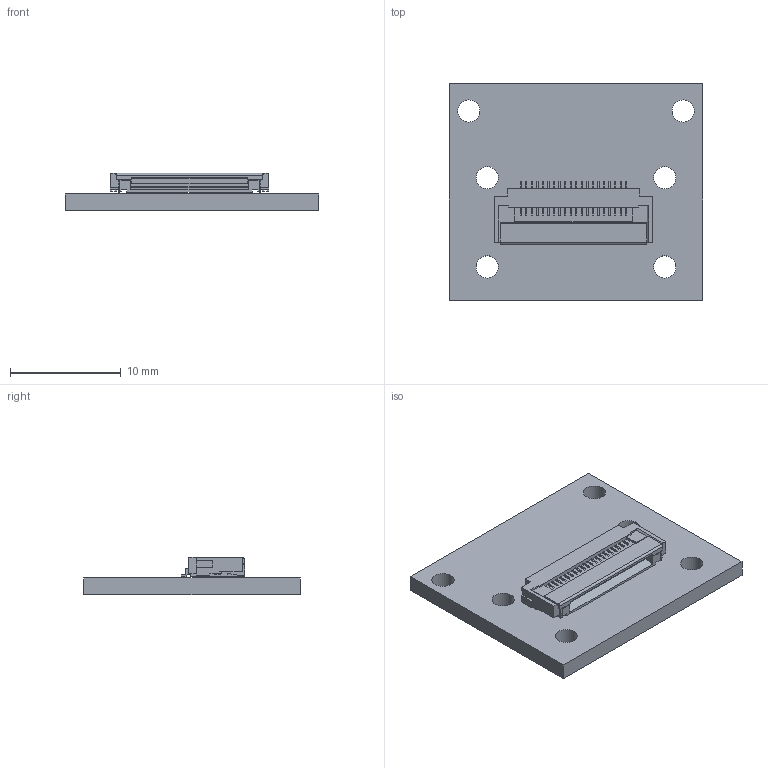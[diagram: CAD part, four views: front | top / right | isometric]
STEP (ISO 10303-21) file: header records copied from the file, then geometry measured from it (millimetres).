
FILE_DESCRIPTION(('KiCad electronic assembly'),'2;1');
FILE_NAME('Heater wirebonding.step','2025-11-10T17:41:57',('Pcbnew'),( 'Kicad'),'Open CASCADE STEP processor 7.9','KiCad to STEP converter' ,'Unknown');
FILE_SCHEMA(('AUTOMOTIVE_DESIGN { 1 0 10303 214 1 1 1 1 }'));
Length unit declared in the file: millimetre
Products named in the file (4): Heater wirebonding 1; TF31-20S-0.5SH_800_; Heater wirebonding 1.1.1; Heater wirebonding_PCB
Assembly tree (3 placements, depth 3):
  Heater wirebonding 1
    TF31-20S-0.5SH_800_
      Heater wirebonding 1.1.1
    Heater wirebonding_PCB
Bounding box: 22.8 x 19.5 x 3.38 mm (x, y, z)
Volume: 731.6 mm3; surface area: 1371.6 mm2
Topology: 2 solids, 2 shells, 658 faces, 1960 edges, 1306 vertices
Faces by surface type: plane 532, cylinder 126
Full cylindrical faces by diameter (mm): 2 x6
Entity records: 21955 total; most frequent: CARTESIAN_POINT 3928, ORIENTED_EDGE 3920, DIRECTION 3536, EDGE_CURVE 1960, LINE 1708, VECTOR 1708, VERTEX_POINT 1306, AXIS2_PLACEMENT_3D 914
